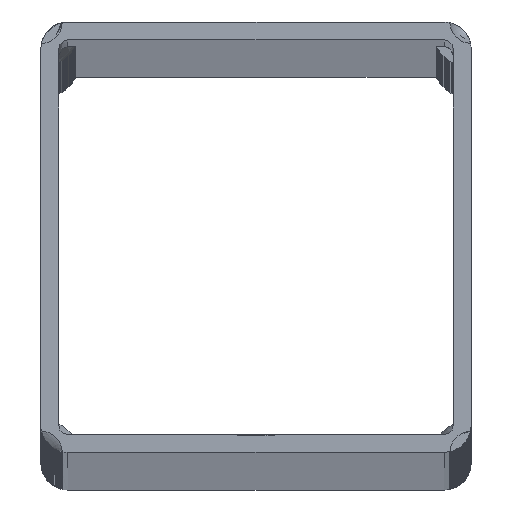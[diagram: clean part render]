
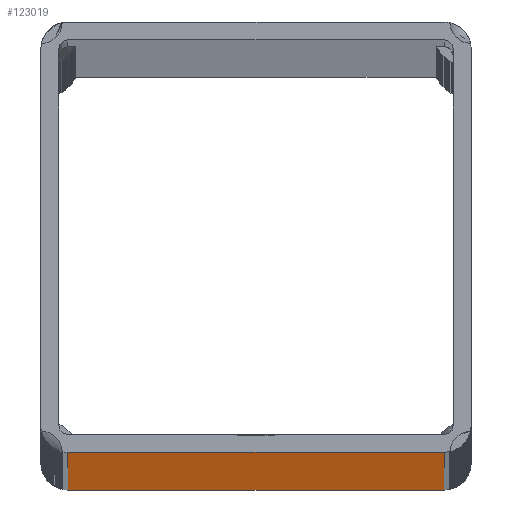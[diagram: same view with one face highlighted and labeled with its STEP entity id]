
A CAD part, top view. The second image highlights one B-rep face of the part: STEP entity #123019.
In plain terms, the highlighted planar face has unit normal (0, -1, 0).
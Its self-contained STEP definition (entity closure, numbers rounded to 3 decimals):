
#4238 = CARTESIAN_POINT ( 'NONE',  ( -30., -30., -3000. ) ) ;
#5916 = LINE ( 'NONE', #117032, #62388 ) ;
#6834 = VERTEX_POINT ( 'NONE', #53907 ) ;
#8044 = ORIENTED_EDGE ( 'NONE', *, *, #99623, .T. ) ;
#15328 = PLANE ( 'NONE',  #95520 ) ;
#18172 = DIRECTION ( 'NONE',  ( 1., 0., 0. ) ) ;
#19666 = CARTESIAN_POINT ( 'NONE',  ( 26.25, -30., 0. ) ) ;
#20420 = DIRECTION ( 'NONE',  ( 0., 0., -1. ) ) ;
#22685 = VECTOR ( 'NONE', #101685, 1000. ) ;
#35313 = LINE ( 'NONE', #124550, #50470 ) ;
#36158 = DIRECTION ( 'NONE',  ( 0., -1., 0. ) ) ;
#46046 = EDGE_CURVE ( 'NONE', #99059, #89284, #35313, .T. ) ;
#48939 = EDGE_CURVE ( 'NONE', #99059, #91592, #5916, .T. ) ;
#50470 = VECTOR ( 'NONE', #18172, 1000. ) ;
#50610 = EDGE_CURVE ( 'NONE', #91592, #6834, #59203, .T. ) ;
#53907 = CARTESIAN_POINT ( 'NONE',  ( 26.25, -30., -3000. ) ) ;
#58683 = ORIENTED_EDGE ( 'NONE', *, *, #48939, .T. ) ;
#59203 = LINE ( 'NONE', #4238, #22685 ) ;
#59894 = CARTESIAN_POINT ( 'NONE',  ( -26.25, -30., 0. ) ) ;
#62388 = VECTOR ( 'NONE', #20420, 1000. ) ;
#74492 = VECTOR ( 'NONE', #119019, 1000. ) ;
#76074 = LINE ( 'NONE', #88404, #74492 ) ;
#83021 = DIRECTION ( 'NONE',  ( 0., 0., -1. ) ) ;
#88404 = CARTESIAN_POINT ( 'NONE',  ( 26.25, -30., -3000. ) ) ;
#89284 = VERTEX_POINT ( 'NONE', #19666 ) ;
#91592 = VERTEX_POINT ( 'NONE', #111854 ) ;
#93600 = CARTESIAN_POINT ( 'NONE',  ( -30., -30., -3000. ) ) ;
#95520 = AXIS2_PLACEMENT_3D ( 'NONE', #93600, #36158, #83021 ) ;
#96892 = ORIENTED_EDGE ( 'NONE', *, *, #50610, .T. ) ;
#99059 = VERTEX_POINT ( 'NONE', #59894 ) ;
#99623 = EDGE_CURVE ( 'NONE', #6834, #89284, #76074, .T. ) ;
#101172 = ORIENTED_EDGE ( 'NONE', *, *, #46046, .F. ) ;
#101685 = DIRECTION ( 'NONE',  ( 1., 0., 0. ) ) ;
#105831 = FACE_OUTER_BOUND ( 'NONE', #120737, .T. ) ;
#111854 = CARTESIAN_POINT ( 'NONE',  ( -26.25, -30., -3000. ) ) ;
#117032 = CARTESIAN_POINT ( 'NONE',  ( -26.25, -30., -3000. ) ) ;
#119019 = DIRECTION ( 'NONE',  ( 0., 0., 1. ) ) ;
#120737 = EDGE_LOOP ( 'NONE', ( #101172, #58683, #96892, #8044 ) ) ;
#123019 = ADVANCED_FACE ( 'NONE', ( #105831 ), #15328, .T. ) ;
#124550 = CARTESIAN_POINT ( 'NONE',  ( -30., -30., 0. ) ) ;
